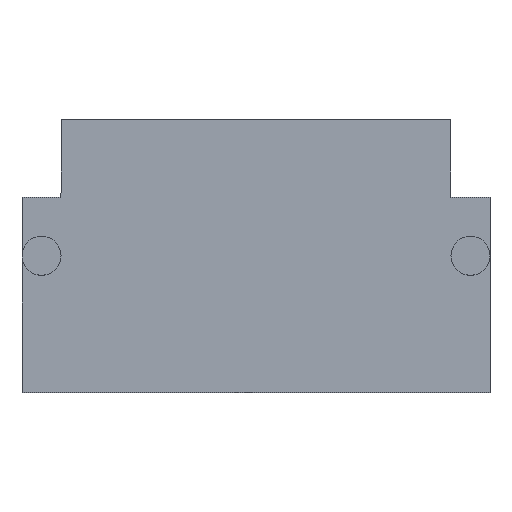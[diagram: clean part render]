
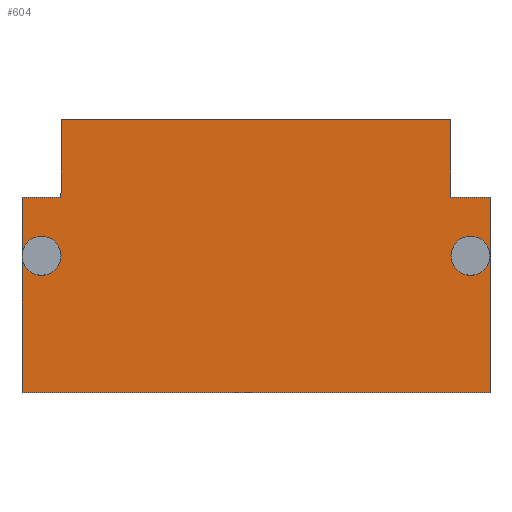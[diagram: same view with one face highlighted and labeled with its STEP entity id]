
A CAD part, top view. The second image highlights one B-rep face of the part: STEP entity #604.
In plain terms, the highlighted planar face has unit normal (0, 0, 1).
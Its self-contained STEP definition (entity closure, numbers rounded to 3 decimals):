
#5 = DIRECTION ( 'NONE',  ( 0., 0., 1. ) ) ;
#13 = VERTEX_POINT ( 'NONE', #537 ) ;
#14 = CARTESIAN_POINT ( 'NONE',  ( -2.75, 0.5, 2.5 ) ) ;
#22 = EDGE_CURVE ( 'NONE', #207, #416, #392, .T. ) ;
#33 = DIRECTION ( 'NONE',  ( -1., 0., 0. ) ) ;
#37 = CARTESIAN_POINT ( 'NONE',  ( -2.5, 1.25, 2.5 ) ) ;
#38 = ORIENTED_EDGE ( 'NONE', *, *, #375, .T. ) ;
#48 = DIRECTION ( 'NONE',  ( 0., -1., 0. ) ) ;
#52 = EDGE_CURVE ( 'NONE', #605, #63, #647, .T. ) ;
#57 = DIRECTION ( 'NONE',  ( 1., 0., 0. ) ) ;
#58 = EDGE_CURVE ( 'NONE', #416, #321, #401, .T. ) ;
#62 = DIRECTION ( 'NONE',  ( -1., 0., 0. ) ) ;
#63 = VERTEX_POINT ( 'NONE', #143 ) ;
#64 = LINE ( 'NONE', #515, #627 ) ;
#67 = CARTESIAN_POINT ( 'NONE',  ( 3., 1.25, 2.5 ) ) ;
#77 = VECTOR ( 'NONE', #62, 1000. ) ;
#79 = VERTEX_POINT ( 'NONE', #37 ) ;
#87 = VECTOR ( 'NONE', #33, 1000. ) ;
#92 = CARTESIAN_POINT ( 'NONE',  ( -3., -1.25, 2.5 ) ) ;
#94 = CARTESIAN_POINT ( 'NONE',  ( -2.75, 0.5, 2.5 ) ) ;
#110 = DIRECTION ( 'NONE',  ( 0., -1., 0. ) ) ;
#113 = EDGE_CURVE ( 'NONE', #275, #193, #291, .T. ) ;
#117 = CARTESIAN_POINT ( 'NONE',  ( -2.5, 0.5, 2.5 ) ) ;
#118 = VERTEX_POINT ( 'NONE', #117 ) ;
#128 = VECTOR ( 'NONE', #110, 1000. ) ;
#133 = VERTEX_POINT ( 'NONE', #453 ) ;
#143 = CARTESIAN_POINT ( 'NONE',  ( 3., 0.5, 2.5 ) ) ;
#146 = EDGE_CURVE ( 'NONE', #79, #275, #557, .T. ) ;
#148 = DIRECTION ( 'NONE',  ( 0., 0., 1. ) ) ;
#157 = ORIENTED_EDGE ( 'NONE', *, *, #532, .F. ) ;
#161 = CARTESIAN_POINT ( 'NONE',  ( -3., 1.25, 2.5 ) ) ;
#162 = ORIENTED_EDGE ( 'NONE', *, *, #640, .T. ) ;
#168 = LINE ( 'NONE', #302, #128 ) ;
#175 = DIRECTION ( 'NONE',  ( 1., 0., 0. ) ) ;
#183 = VECTOR ( 'NONE', #549, 1000. ) ;
#185 = CARTESIAN_POINT ( 'NONE',  ( 2.5, 1.25, 2.5 ) ) ;
#187 = ORIENTED_EDGE ( 'NONE', *, *, #52, .F. ) ;
#191 = CIRCLE ( 'NONE', #559, 0.25 ) ;
#193 = VERTEX_POINT ( 'NONE', #259 ) ;
#199 = EDGE_CURVE ( 'NONE', #133, #79, #168, .T. ) ;
#203 = VECTOR ( 'NONE', #629, 1000. ) ;
#204 = DIRECTION ( 'NONE',  ( -1., 0., 0. ) ) ;
#206 = EDGE_LOOP ( 'NONE', ( #257, #187, #447, #478, #324, #224, #38, #646, #615, #534, #157, #526, #162, #249 ) ) ;
#207 = VERTEX_POINT ( 'NONE', #67 ) ;
#216 = AXIS2_PLACEMENT_3D ( 'NONE', #462, #366, #204 ) ;
#217 = CARTESIAN_POINT ( 'NONE',  ( 2.5, 0.5, 2.5 ) ) ;
#222 = CARTESIAN_POINT ( 'NONE',  ( -3., 1.25, 2.5 ) ) ;
#224 = ORIENTED_EDGE ( 'NONE', *, *, #58, .T. ) ;
#234 = LINE ( 'NONE', #432, #203 ) ;
#249 = ORIENTED_EDGE ( 'NONE', *, *, #412, .T. ) ;
#257 = ORIENTED_EDGE ( 'NONE', *, *, #295, .T. ) ;
#259 = CARTESIAN_POINT ( 'NONE',  ( -3., 0.5, 2.5 ) ) ;
#263 = FACE_OUTER_BOUND ( 'NONE', #206, .T. ) ;
#266 = AXIS2_PLACEMENT_3D ( 'NONE', #356, #5, #57 ) ;
#273 = VECTOR ( 'NONE', #473, 1000. ) ;
#275 = VERTEX_POINT ( 'NONE', #222 ) ;
#283 = AXIS2_PLACEMENT_3D ( 'NONE', #645, #148, #642 ) ;
#286 = EDGE_CURVE ( 'NONE', #193, #118, #191, .T. ) ;
#287 = LINE ( 'NONE', #484, #87 ) ;
#291 = LINE ( 'NONE', #92, #568 ) ;
#295 = EDGE_CURVE ( 'NONE', #471, #63, #368, .T. ) ;
#296 = LINE ( 'NONE', #595, #183 ) ;
#302 = CARTESIAN_POINT ( 'NONE',  ( -2.5, 1.25, 2.5 ) ) ;
#321 = VERTEX_POINT ( 'NONE', #520 ) ;
#324 = ORIENTED_EDGE ( 'NONE', *, *, #22, .T. ) ;
#326 = VECTOR ( 'NONE', #635, 1000. ) ;
#343 = CARTESIAN_POINT ( 'NONE',  ( 3., -1.25, 2.5 ) ) ;
#356 = CARTESIAN_POINT ( 'NONE',  ( 2.75, 0.5, 2.5 ) ) ;
#366 = DIRECTION ( 'NONE',  ( 0., 0., -1. ) ) ;
#368 = LINE ( 'NONE', #376, #273 ) ;
#375 = EDGE_CURVE ( 'NONE', #321, #133, #287, .T. ) ;
#376 = CARTESIAN_POINT ( 'NONE',  ( 3., -1.25, 2.5 ) ) ;
#386 = DIRECTION ( 'NONE',  ( 1., 0., 0. ) ) ;
#392 = LINE ( 'NONE', #593, #637 ) ;
#401 = LINE ( 'NONE', #590, #326 ) ;
#412 = EDGE_CURVE ( 'NONE', #13, #471, #234, .T. ) ;
#416 = VERTEX_POINT ( 'NONE', #185 ) ;
#432 = CARTESIAN_POINT ( 'NONE',  ( -3., -1.25, 2.5 ) ) ;
#447 = ORIENTED_EDGE ( 'NONE', *, *, #621, .F. ) ;
#453 = CARTESIAN_POINT ( 'NONE',  ( -2.5, 2.25, 2.5 ) ) ;
#455 = PLANE ( 'NONE',  #216 ) ;
#462 = CARTESIAN_POINT ( 'NONE',  ( 0., 0., 2.5 ) ) ;
#471 = VERTEX_POINT ( 'NONE', #343 ) ;
#473 = DIRECTION ( 'NONE',  ( 0., 1., 0. ) ) ;
#478 = ORIENTED_EDGE ( 'NONE', *, *, #578, .T. ) ;
#482 = DIRECTION ( 'NONE',  ( 0., 0., 1. ) ) ;
#484 = CARTESIAN_POINT ( 'NONE',  ( -2.5, 2.25, 2.5 ) ) ;
#506 = AXIS2_PLACEMENT_3D ( 'NONE', #94, #482, #386 ) ;
#515 = CARTESIAN_POINT ( 'NONE',  ( -3., -1.25, 2.5 ) ) ;
#519 = CIRCLE ( 'NONE', #506, 0.25 ) ;
#520 = CARTESIAN_POINT ( 'NONE',  ( 2.5, 2.25, 2.5 ) ) ;
#526 = ORIENTED_EDGE ( 'NONE', *, *, #286, .F. ) ;
#532 = EDGE_CURVE ( 'NONE', #118, #193, #519, .T. ) ;
#534 = ORIENTED_EDGE ( 'NONE', *, *, #113, .T. ) ;
#537 = CARTESIAN_POINT ( 'NONE',  ( -3., -1.25, 2.5 ) ) ;
#549 = DIRECTION ( 'NONE',  ( 0., 1., 0. ) ) ;
#553 = CIRCLE ( 'NONE', #266, 0.25 ) ;
#557 = LINE ( 'NONE', #161, #77 ) ;
#559 = AXIS2_PLACEMENT_3D ( 'NONE', #14, #612, #175 ) ;
#568 = VECTOR ( 'NONE', #48, 1000. ) ;
#578 = EDGE_CURVE ( 'NONE', #63, #207, #296, .T. ) ;
#590 = CARTESIAN_POINT ( 'NONE',  ( 2.5, 1.25, 2.5 ) ) ;
#593 = CARTESIAN_POINT ( 'NONE',  ( 2.5, 1.25, 2.5 ) ) ;
#595 = CARTESIAN_POINT ( 'NONE',  ( 3., -1.25, 2.5 ) ) ;
#599 = DIRECTION ( 'NONE',  ( 0., -1., 0. ) ) ;
#604 = ADVANCED_FACE ( 'NONE', ( #263 ), #455, .F. ) ;
#605 = VERTEX_POINT ( 'NONE', #217 ) ;
#612 = DIRECTION ( 'NONE',  ( 0., 0., 1. ) ) ;
#615 = ORIENTED_EDGE ( 'NONE', *, *, #146, .T. ) ;
#621 = EDGE_CURVE ( 'NONE', #63, #605, #553, .T. ) ;
#627 = VECTOR ( 'NONE', #599, 1000. ) ;
#629 = DIRECTION ( 'NONE',  ( 1., 0., 0. ) ) ;
#635 = DIRECTION ( 'NONE',  ( 0., 1., 0. ) ) ;
#637 = VECTOR ( 'NONE', #649, 1000. ) ;
#640 = EDGE_CURVE ( 'NONE', #193, #13, #64, .T. ) ;
#642 = DIRECTION ( 'NONE',  ( 1., 0., 0. ) ) ;
#645 = CARTESIAN_POINT ( 'NONE',  ( 2.75, 0.5, 2.5 ) ) ;
#646 = ORIENTED_EDGE ( 'NONE', *, *, #199, .T. ) ;
#647 = CIRCLE ( 'NONE', #283, 0.25 ) ;
#649 = DIRECTION ( 'NONE',  ( -1., 0., 0. ) ) ;
